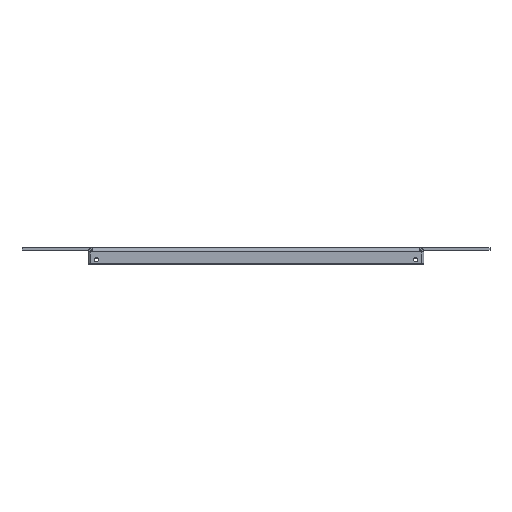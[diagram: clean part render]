
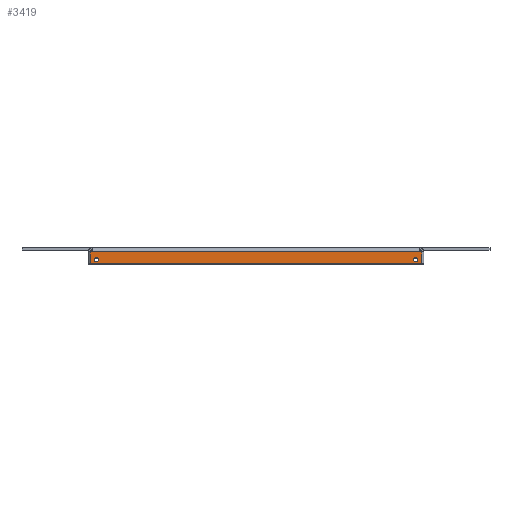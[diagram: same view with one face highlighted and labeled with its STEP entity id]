
A CAD part, top view. The second image highlights one B-rep face of the part: STEP entity #3419.
In plain terms, the highlighted planar face has unit normal (0, 0, 1).
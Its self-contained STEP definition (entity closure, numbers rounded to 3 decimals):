
#196=LINE('',#5392,#544);
#204=LINE('',#5412,#552);
#207=LINE('',#5416,#555);
#210=LINE('',#5425,#558);
#212=LINE('',#5429,#560);
#214=LINE('',#5432,#562);
#544=VECTOR('',#4368,244.65);
#552=VECTOR('',#4384,8.825);
#555=VECTOR('',#4389,1.587);
#558=VECTOR('',#4402,1.588);
#560=VECTOR('',#4406,8.825);
#562=VECTOR('',#4410,247.825);
#774=PLANE('',#3709);
#921=FACE_BOUND('',#1303,.T.);
#922=FACE_BOUND('',#1304,.T.);
#923=FACE_BOUND('',#1305,.T.);
#1303=EDGE_LOOP('',(#2775));
#1304=EDGE_LOOP('',(#2776));
#1305=EDGE_LOOP('',(#2777,#2778,#2779,#2780,#2781,#2782));
#1485=CIRCLE('',#3573,1.65);
#1493=CIRCLE('',#3585,1.65);
#1664=VERTEX_POINT('',#5048);
#1672=VERTEX_POINT('',#5068);
#1765=VERTEX_POINT('',#5390);
#1766=VERTEX_POINT('',#5391);
#1773=VERTEX_POINT('',#5410);
#1774=VERTEX_POINT('',#5411);
#1775=VERTEX_POINT('',#5424);
#1776=VERTEX_POINT('',#5428);
#1962=EDGE_CURVE('',#1664,#1664,#1485,.T.);
#1970=EDGE_CURVE('',#1672,#1672,#1493,.T.);
#2128=EDGE_CURVE('',#1765,#1766,#196,.T.);
#2138=EDGE_CURVE('',#1773,#1774,#204,.T.);
#2141=EDGE_CURVE('',#1774,#1766,#207,.T.);
#2146=EDGE_CURVE('',#1765,#1775,#210,.T.);
#2148=EDGE_CURVE('',#1775,#1776,#212,.T.);
#2150=EDGE_CURVE('',#1776,#1773,#214,.T.);
#2775=ORIENTED_EDGE('',*,*,#1962,.T.);
#2776=ORIENTED_EDGE('',*,*,#1970,.T.);
#2777=ORIENTED_EDGE('',*,*,#2128,.T.);
#2778=ORIENTED_EDGE('',*,*,#2141,.F.);
#2779=ORIENTED_EDGE('',*,*,#2138,.F.);
#2780=ORIENTED_EDGE('',*,*,#2150,.F.);
#2781=ORIENTED_EDGE('',*,*,#2148,.F.);
#2782=ORIENTED_EDGE('',*,*,#2146,.F.);
#3419=ADVANCED_FACE('',(#921,#922,#923),#774,.T.);
#3573=AXIS2_PLACEMENT_3D('',#5049,#4003,#4004);
#3585=AXIS2_PLACEMENT_3D('',#5069,#4027,#4028);
#3709=AXIS2_PLACEMENT_3D('',#5433,#4411,#4412);
#4003=DIRECTION('center_axis',(0.,0.,
-1.));
#4004=DIRECTION('ref_axis',(-1.,0.,0.));
#4027=DIRECTION('center_axis',(0.,0.,
-1.));
#4028=DIRECTION('ref_axis',(-1.,0.,0.));
#4368=DIRECTION('',(-1.,0.,0.));
#4384=DIRECTION('',(0.,1.,0.));
#4389=DIRECTION('',(1.,0.,0.));
#4402=DIRECTION('',(1.,0.,0.));
#4406=DIRECTION('',(0.,-1.,0.));
#4410=DIRECTION('',(-1.,0.,0.));
#4411=DIRECTION('center_axis',(0.,0.,
1.));
#4412=DIRECTION('ref_axis',(0.,-1.,0.));
#5048=CARTESIAN_POINT('',(-117.85,-7.413,125.5));
#5049=CARTESIAN_POINT('Origin',(-119.5,-7.413,125.5));
#5068=CARTESIAN_POINT('',(121.15,-7.412,125.5));
#5069=CARTESIAN_POINT('Origin',(119.5,-7.412,125.5));
#5390=CARTESIAN_POINT('',(122.325,-1.588,125.5));
#5391=CARTESIAN_POINT('',(-122.325,-1.588,125.5));
#5392=CARTESIAN_POINT('',(0.,-1.587,125.5));
#5410=CARTESIAN_POINT('',(-123.913,-10.413,125.5));
#5411=CARTESIAN_POINT('',(-123.913,-1.588,125.5));
#5412=CARTESIAN_POINT('',(-123.913,-1.588,125.5));
#5416=CARTESIAN_POINT('',(-122.325,-1.588,125.5));
#5424=CARTESIAN_POINT('',(123.913,-1.588,125.5));
#5425=CARTESIAN_POINT('',(122.325,-1.588,125.5));
#5428=CARTESIAN_POINT('',(123.913,-10.413,125.5));
#5429=CARTESIAN_POINT('',(123.913,-1.588,125.5));
#5432=CARTESIAN_POINT('',(123.913,-10.413,125.5));
#5433=CARTESIAN_POINT('Origin',(0.,-4.226,
125.5));
